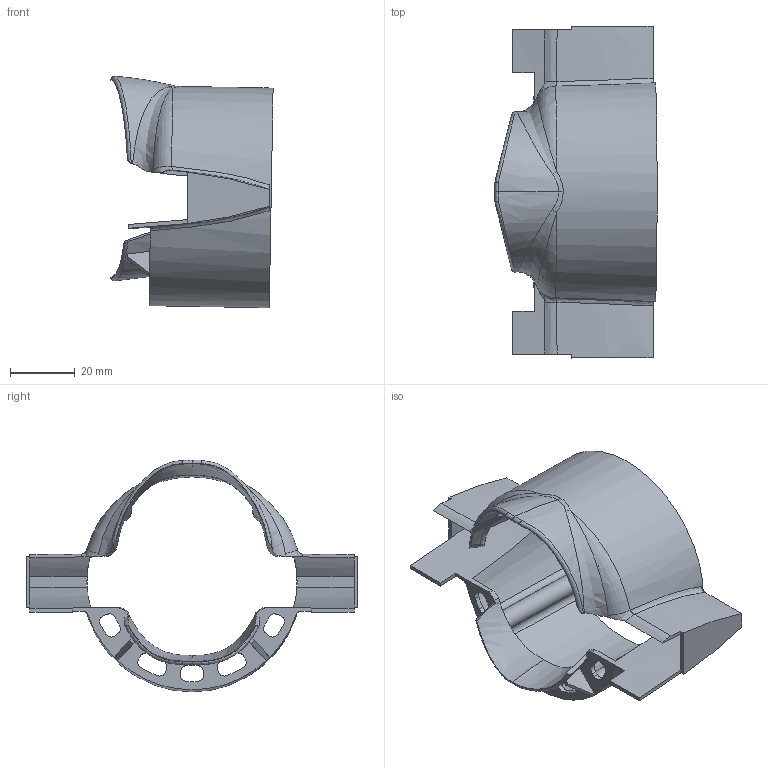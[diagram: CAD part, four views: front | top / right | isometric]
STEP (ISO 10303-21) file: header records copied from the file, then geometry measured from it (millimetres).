
FILE_DESCRIPTION(/* description */ (''),/* implementation_level */ '2;1');
FILE_NAME(/* name */ '尾部电机座.stp',/* time_stamp */ '2021-06-16T16:59:09+08:00',/* author */ (''),/* organization */ (''),/* preprocessor_version */ 'ST-DEVELOPER v16.7',/* originating_system */ 'SIEMENS PLM Software NX 12.0',/* authorisation */ '');
FILE_SCHEMA (('AP203_CONFIGURATION_CONTROLLED_3D_DESIGN_OF_MECHANICAL_PARTS_AND_ASSEMBLIES_MIM_LF { 1 0 10303 403 2 1 2}'));
Length unit declared in the file: millimetre
Products named in the file (1): Admi265C3144se8x
Bounding box: 50.18 x 102.7 x 71.66 mm (x, y, z)
Volume: 19851.4 mm3; surface area: 26887.6 mm2
Topology: 1 solids, 1 shells, 162 faces, 447 edges, 290 vertices
Faces by surface type: bspline 62, cylinder 51, plane 41, torus 6, cone 2
Full cylindrical faces by diameter (mm): 2.5 x2, 2.6 x2, 68 x1
Entity records: 10336 total; most frequent: CARTESIAN_POINT 6665, ORIENTED_EDGE 878, DIRECTION 542, EDGE_CURVE 439, VERTEX_POINT 287, AXIS2_PLACEMENT_3D 222, B_SPLINE_CURVE_WITH_KNOTS 220, EDGE_LOOP 182
